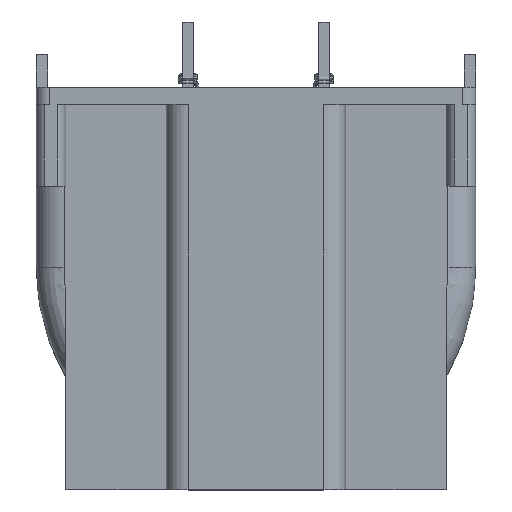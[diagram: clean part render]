
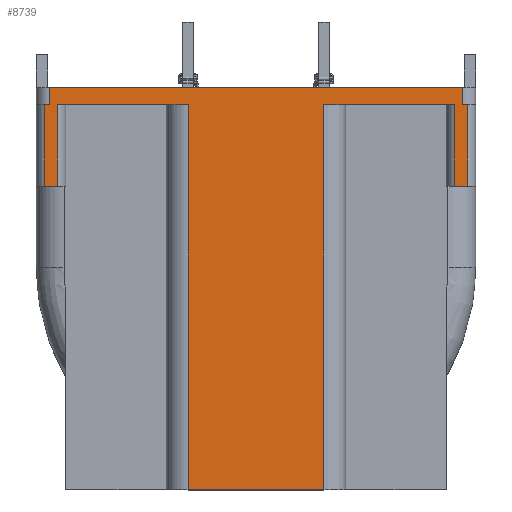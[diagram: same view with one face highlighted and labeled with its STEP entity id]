
A CAD part, top view. The second image highlights one B-rep face of the part: STEP entity #8739.
In plain terms, the highlighted planar face has unit normal (0, 0, 1).
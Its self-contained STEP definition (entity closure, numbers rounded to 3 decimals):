
#385=DIRECTION('',(1.,0.,0.));
#386=VECTOR('',#385,38.);
#387=CARTESIAN_POINT('',(-19.,16.55,10.75));
#388=LINE('',#387,#386);
#486=DIRECTION('',(0.,-1.,0.));
#487=VECTOR('',#486,1.6);
#488=CARTESIAN_POINT('',(19.,16.55,10.75));
#489=LINE('',#488,#487);
#495=DIRECTION('',(-1.,0.,0.));
#496=VECTOR('',#495,0.468);
#497=CARTESIAN_POINT('',(19.468,14.95,10.75));
#498=LINE('',#497,#496);
#521=DIRECTION('',(-1.,0.,0.));
#522=VECTOR('',#521,1.237);
#523=CARTESIAN_POINT('',(19.468,7.45,10.75));
#524=LINE('',#523,#522);
#757=DIRECTION('',(-1.,0.,0.));
#758=VECTOR('',#757,0.468);
#759=CARTESIAN_POINT('',(-19.,14.95,10.75));
#760=LINE('',#759,#758);
#766=DIRECTION('',(0.,-1.,0.));
#767=VECTOR('',#766,35.4);
#768=CARTESIAN_POINT('',(6.25,14.95,10.75));
#769=LINE('',#768,#767);
#770=DIRECTION('',(0.,1.,0.));
#771=VECTOR('',#770,35.4);
#772=CARTESIAN_POINT('',(-6.25,-20.45,10.75));
#773=LINE('',#772,#771);
#774=DIRECTION('',(0.,-1.,0.));
#775=VECTOR('',#774,7.5);
#776=CARTESIAN_POINT('',(-18.232,14.95,10.75));
#777=LINE('',#776,#775);
#778=DIRECTION('',(0.,-1.,0.));
#779=VECTOR('',#778,1.6);
#780=CARTESIAN_POINT('',(-19.,16.55,10.75));
#781=LINE('',#780,#779);
#782=DIRECTION('',(0.,-1.,0.));
#783=VECTOR('',#782,7.5);
#784=CARTESIAN_POINT('',(19.468,14.95,10.75));
#785=LINE('',#784,#783);
#803=DIRECTION('',(-1.,0.,0.));
#804=VECTOR('',#803,12.5);
#805=CARTESIAN_POINT('',(6.25,-20.45,10.75));
#806=LINE('',#805,#804);
#845=DIRECTION('',(1.,0.,0.));
#846=VECTOR('',#845,11.982);
#847=CARTESIAN_POINT('',(-18.232,14.95,10.75));
#848=LINE('',#847,#846);
#906=DIRECTION('',(-1.,0.,0.));
#907=VECTOR('',#906,1.237);
#908=CARTESIAN_POINT('',(-18.232,7.45,10.75));
#909=LINE('',#908,#907);
#923=DIRECTION('',(0.,-1.,0.));
#924=VECTOR('',#923,7.5);
#925=CARTESIAN_POINT('',(-19.468,14.95,10.75));
#926=LINE('',#925,#924);
#940=DIRECTION('',(1.,0.,0.));
#941=VECTOR('',#940,11.982);
#942=CARTESIAN_POINT('',(6.25,14.95,10.75));
#943=LINE('',#942,#941);
#953=DIRECTION('',(0.,-1.,0.));
#954=VECTOR('',#953,7.5);
#955=CARTESIAN_POINT('',(18.232,14.95,10.75));
#956=LINE('',#955,#954);
#6295=CARTESIAN_POINT('',(-19.,16.55,10.75));
#6297=VERTEX_POINT('',#6295);
#6298=CARTESIAN_POINT('',(19.,16.55,10.75));
#6299=VERTEX_POINT('',#6298);
#6355=CARTESIAN_POINT('',(-18.232,7.45,10.75));
#6357=VERTEX_POINT('',#6355);
#6358=CARTESIAN_POINT('',(-19.468,7.45,10.75));
#6359=VERTEX_POINT('',#6358);
#6379=CARTESIAN_POINT('',(19.468,7.45,10.75));
#6381=VERTEX_POINT('',#6379);
#6382=CARTESIAN_POINT('',(18.232,7.45,10.75));
#6383=VERTEX_POINT('',#6382);
#6386=CARTESIAN_POINT('',(-19.468,14.95,10.75));
#6387=VERTEX_POINT('',#6386);
#6392=CARTESIAN_POINT('',(19.468,14.95,10.75));
#6393=VERTEX_POINT('',#6392);
#6411=CARTESIAN_POINT('',(-18.232,14.95,10.75));
#6413=VERTEX_POINT('',#6411);
#6422=CARTESIAN_POINT('',(18.232,14.95,10.75));
#6424=VERTEX_POINT('',#6422);
#6431=CARTESIAN_POINT('',(-19.,14.95,10.75));
#6433=VERTEX_POINT('',#6431);
#6434=CARTESIAN_POINT('',(19.,14.95,10.75));
#6436=VERTEX_POINT('',#6434);
#6442=CARTESIAN_POINT('',(-6.25,14.95,10.75));
#6443=VERTEX_POINT('',#6442);
#6444=CARTESIAN_POINT('',(6.25,14.95,10.75));
#6445=VERTEX_POINT('',#6444);
#6450=CARTESIAN_POINT('',(-6.25,-20.45,10.75));
#6452=VERTEX_POINT('',#6450);
#6455=CARTESIAN_POINT('',(6.25,-20.45,10.75));
#6457=VERTEX_POINT('',#6455);
#8707=CARTESIAN_POINT('',(-19.,16.55,10.75));
#8708=DIRECTION('',(0.,0.,1.));
#8709=DIRECTION('',(1.,0.,0.));
#8710=AXIS2_PLACEMENT_3D('',#8707,#8708,#8709);
#8711=PLANE('',#8710);
#8713=ORIENTED_EDGE('',*,*,#8712,.T.);
#8715=ORIENTED_EDGE('',*,*,#8714,.T.);
#8717=ORIENTED_EDGE('',*,*,#8716,.T.);
#8719=ORIENTED_EDGE('',*,*,#8718,.F.);
#8721=ORIENTED_EDGE('',*,*,#8720,.T.);
#8723=ORIENTED_EDGE('',*,*,#8722,.T.);
#8725=ORIENTED_EDGE('',*,*,#8724,.F.);
#8726=ORIENTED_EDGE('',*,*,#8693,.F.);
#8727=ORIENTED_EDGE('',*,*,#8670,.F.);
#8728=ORIENTED_EDGE('',*,*,#7922,.T.);
#8729=ORIENTED_EDGE('',*,*,#8017,.T.);
#8730=ORIENTED_EDGE('',*,*,#8044,.F.);
#8731=ORIENTED_EDGE('',*,*,#8065,.T.);
#8732=ORIENTED_EDGE('',*,*,#8095,.T.);
#8734=ORIENTED_EDGE('',*,*,#8733,.F.);
#8736=ORIENTED_EDGE('',*,*,#8735,.F.);
#8737=EDGE_LOOP('',(#8713,#8715,#8717,#8719,#8721,#8723,#8725,#8726,#8727,#8728,
#8729,#8730,#8731,#8732,#8734,#8736));
#8738=FACE_OUTER_BOUND('',#8737,.F.);
#7922=EDGE_CURVE('',#6297,#6299,#388,.T.);
#8017=EDGE_CURVE('',#6299,#6436,#489,.T.);
#8044=EDGE_CURVE('',#6393,#6436,#498,.T.);
#8065=EDGE_CURVE('',#6393,#6381,#785,.T.);
#8095=EDGE_CURVE('',#6381,#6383,#524,.T.);
#8670=EDGE_CURVE('',#6297,#6433,#781,.T.);
#8693=EDGE_CURVE('',#6433,#6387,#760,.T.);
#8712=EDGE_CURVE('',#6445,#6457,#769,.T.);
#8714=EDGE_CURVE('',#6457,#6452,#806,.T.);
#8716=EDGE_CURVE('',#6452,#6443,#773,.T.);
#8718=EDGE_CURVE('',#6413,#6443,#848,.T.);
#8720=EDGE_CURVE('',#6413,#6357,#777,.T.);
#8722=EDGE_CURVE('',#6357,#6359,#909,.T.);
#8724=EDGE_CURVE('',#6387,#6359,#926,.T.);
#8733=EDGE_CURVE('',#6424,#6383,#956,.T.);
#8735=EDGE_CURVE('',#6445,#6424,#943,.T.);
#8739=ADVANCED_FACE('',(#8738),#8711,.T.);
